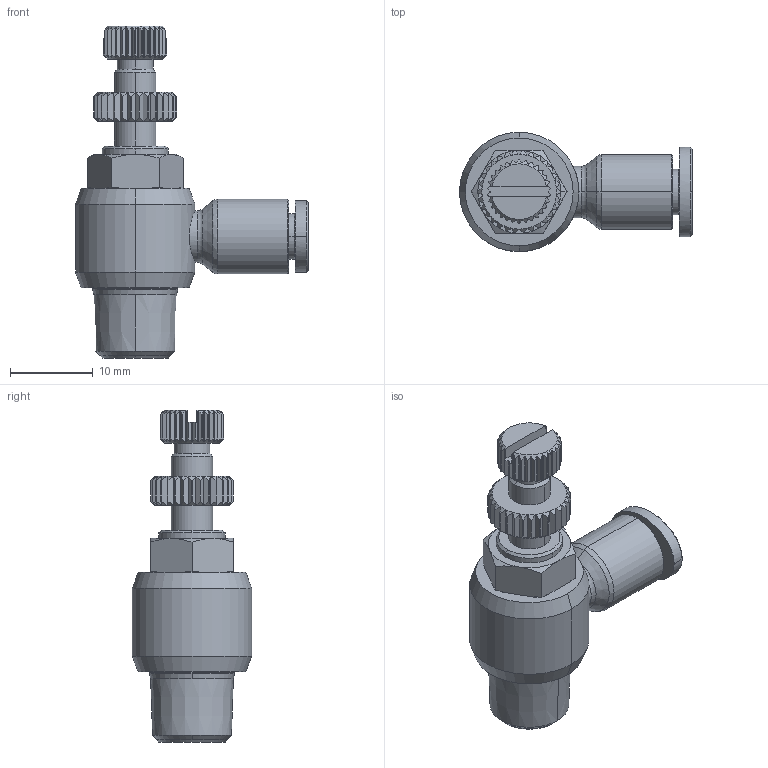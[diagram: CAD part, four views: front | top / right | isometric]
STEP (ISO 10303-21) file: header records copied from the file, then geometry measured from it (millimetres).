
FILE_DESCRIPTION (( 'STEP AP214' ), '1' );
FILE_NAME ('NSE04-01IN.STEP', '2015-10-26T15:45:34', ( '' ), ( '' ), 'SwSTEP 2.0', 'SolidWorks 2015', '' );
FILE_SCHEMA (( 'AUTOMOTIVE_DESIGN' ));
Length unit declared in the file: millimetre
Products named in the file (2): ｦ+ﾃｦ1; NSE04-01IN
Assembly tree (1 placements, depth 2):
  NSE04-01IN
    ｦ+ﾃｦ1
Bounding box: 28.1 x 14.4 x 40.05 mm (x, y, z)
Volume: 4055.8 mm3; surface area: 2452.8 mm2
Topology: 1 solids, 1 shells, 739 faces, 1992 edges, 1281 vertices
Faces by surface type: plane 476, cylinder 133, cone 96, bspline 32, torus 2
Entity records: 25448 total; most frequent: CARTESIAN_POINT 7043, ORIENTED_EDGE 3984, DIRECTION 3321, EDGE_CURVE 1992, VECTOR 1281, LINE 1281, VERTEX_POINT 1281, AXIS2_PLACEMENT_3D 1020
